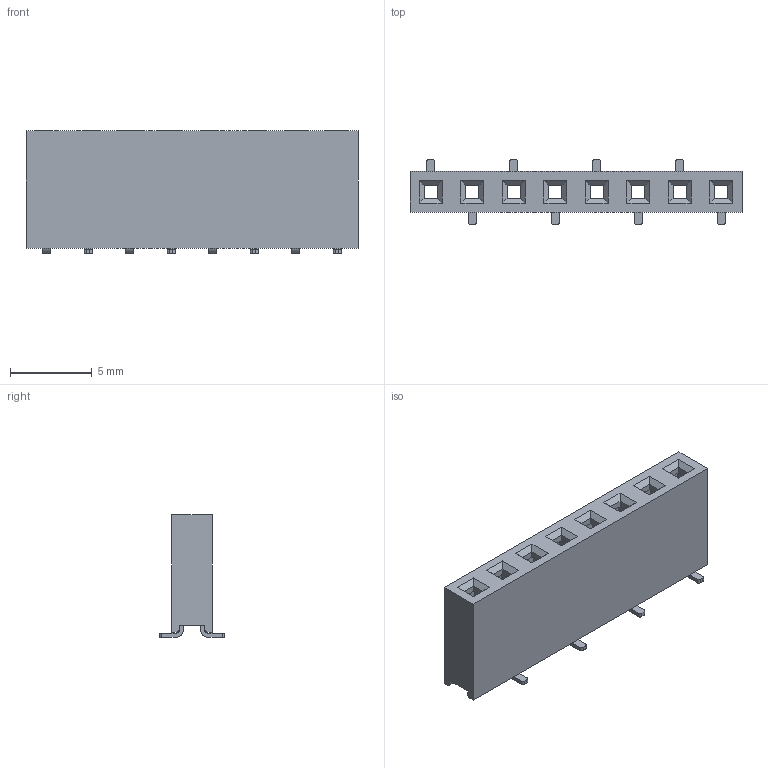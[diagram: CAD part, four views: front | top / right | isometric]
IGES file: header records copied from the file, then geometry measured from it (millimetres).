
Global section: file name: 963108-2000-XX-XX.igs; native system: NX V3.0; preprocessor: UGS NX IGES V3.0; date: 20070615.143656; units: millimetre
Bounding box: 20.32 x 4 x 7.5 mm (x, y, z)
Surface area: 719.2 mm2 (no closed solid volume)
Topology: 0 solids, 0 shells, 204 faces, 1304 edges, 1304 vertices
Faces by surface type: extrusion 170, revolution 34
